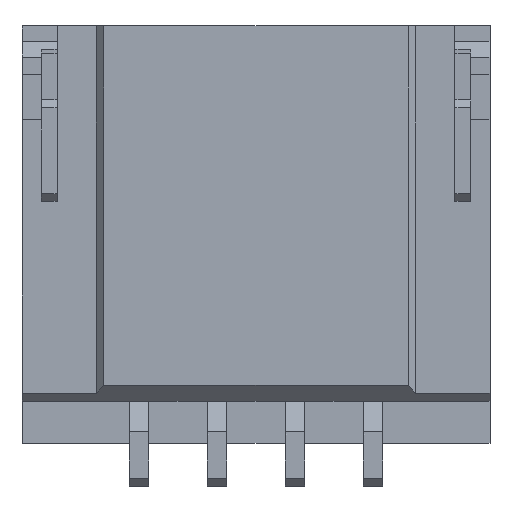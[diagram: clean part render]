
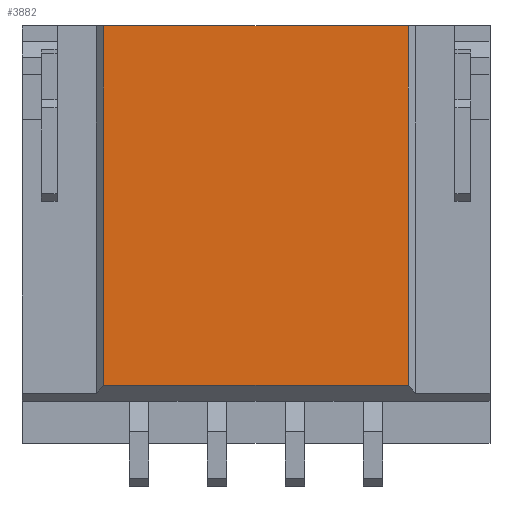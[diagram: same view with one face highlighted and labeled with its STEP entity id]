
A CAD part, front view. The second image highlights one B-rep face of the part: STEP entity #3882.
In plain terms, the highlighted planar face has unit normal (0, -1, 0).
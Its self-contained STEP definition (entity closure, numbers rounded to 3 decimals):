
#663=DIRECTION('',(1.,0.,0.));
#664=VECTOR('',#663,3.9);
#665=CARTESIAN_POINT('',(-1.95,-1.65,5.35));
#666=LINE('',#665,#664);
#739=DIRECTION('',(1.,0.,0.));
#740=VECTOR('',#739,3.9);
#741=CARTESIAN_POINT('',(-1.95,-1.65,0.74));
#742=LINE('',#741,#740);
#743=DIRECTION('',(0.,0.,1.));
#744=VECTOR('',#743,4.61);
#745=CARTESIAN_POINT('',(-1.95,-1.65,0.74));
#746=LINE('',#745,#744);
#751=DIRECTION('',(0.,0.,1.));
#752=VECTOR('',#751,4.61);
#753=CARTESIAN_POINT('',(1.95,-1.65,0.74));
#754=LINE('',#753,#752);
#2306=CARTESIAN_POINT('',(-1.95,-1.65,5.35));
#2308=VERTEX_POINT('',#2306);
#2309=CARTESIAN_POINT('',(1.95,-1.65,5.35));
#2310=VERTEX_POINT('',#2309);
#3047=CARTESIAN_POINT('',(-1.95,-1.65,0.74));
#3048=VERTEX_POINT('',#3047);
#3049=CARTESIAN_POINT('',(1.95,-1.65,0.74));
#3050=VERTEX_POINT('',#3049);
#3870=CARTESIAN_POINT('',(-1.95,-1.65,0.));
#3871=DIRECTION('',(0.,-1.,0.));
#3872=DIRECTION('',(1.,0.,0.));
#3873=AXIS2_PLACEMENT_3D('',#3870,#3871,#3872);
#3874=PLANE('',#3873);
#3875=ORIENTED_EDGE('',*,*,#3842,.F.);
#3876=ORIENTED_EDGE('',*,*,#3865,.T.);
#3877=ORIENTED_EDGE('',*,*,#3776,.T.);
#3879=ORIENTED_EDGE('',*,*,#3878,.F.);
#3880=EDGE_LOOP('',(#3875,#3876,#3877,#3879));
#3881=FACE_OUTER_BOUND('',#3880,.F.);
#3882=ADVANCED_FACE('',(#3881),#3874,.T.);
#3776=EDGE_CURVE('',#2308,#2310,#666,.T.);
#3842=EDGE_CURVE('',#3048,#3050,#742,.T.);
#3865=EDGE_CURVE('',#3048,#2308,#746,.T.);
#3878=EDGE_CURVE('',#3050,#2310,#754,.T.);
